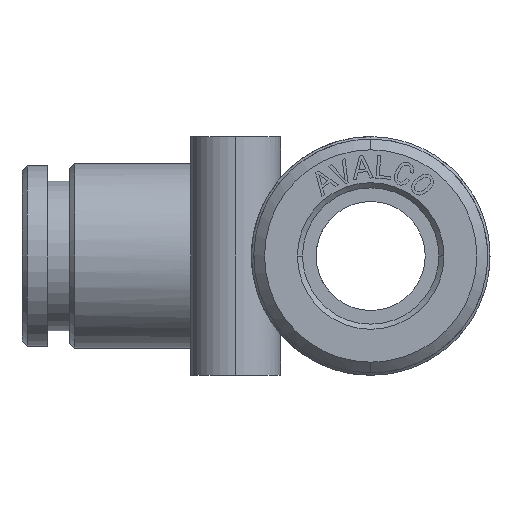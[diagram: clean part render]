
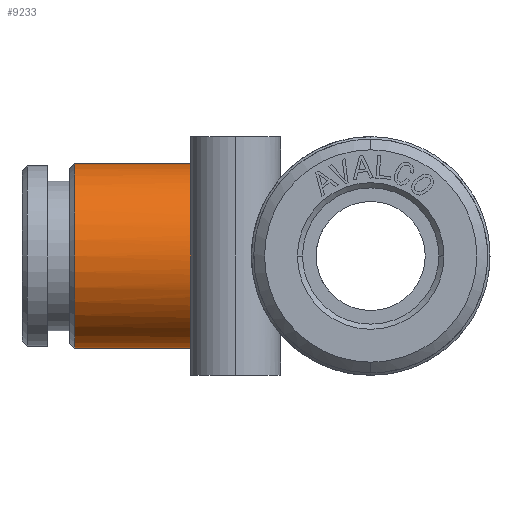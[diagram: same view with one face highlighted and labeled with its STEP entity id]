
A CAD part, left-side view. The second image highlights one B-rep face of the part: STEP entity #9233.
In plain terms, the highlighted cylindrical face has radius 5.41 mm (diameter 10.82 mm), a partial arc.
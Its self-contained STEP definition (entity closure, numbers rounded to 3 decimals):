
#1911=CARTESIAN_POINT('Vertex',(-13.,7.33,5.41)) ;
#1914=CARTESIAN_POINT('Axis2P3D Location',(-13.,7.33,0.)) ;
#1918=CARTESIAN_POINT('Vertex',(-16.18,7.33,4.377)) ;
#1921=CARTESIAN_POINT('Axis2P3D Location',(-13.,7.33,0.)) ;
#1925=CARTESIAN_POINT('Vertex',(-17.927,7.33,2.235)) ;
#2782=CARTESIAN_POINT('Control Point',(-18.2,9.216,-1.492)) ;
#2783=CARTESIAN_POINT('Control Point',(-18.306,9.404,-1.123)) ;
#2784=CARTESIAN_POINT('Control Point',(-18.389,9.507,-0.71)) ;
#2785=CARTESIAN_POINT('Control Point',(-18.428,9.553,-0.288)) ;
#2786=CARTESIAN_POINT('Control Point',(-18.423,9.553,0.347)) ;
#2787=CARTESIAN_POINT('Control Point',(-18.33,9.425,0.957)) ;
#2788=CARTESIAN_POINT('Control Point',(-18.291,9.369,1.153)) ;
#2789=CARTESIAN_POINT('Control Point',(-18.205,9.235,1.498)) ;
#2790=CARTESIAN_POINT('Control Point',(-18.103,9.033,1.806)) ;
#2791=CARTESIAN_POINT('Control Point',(-18.054,8.926,1.936)) ;
#2792=CARTESIAN_POINT('Control Point',(-17.97,8.704,2.142)) ;
#2793=CARTESIAN_POINT('Control Point',(-17.905,8.427,2.285)) ;
#2794=CARTESIAN_POINT('Control Point',(-17.881,8.296,2.333)) ;
#2795=CARTESIAN_POINT('Control Point',(-17.852,8.017,2.393)) ;
#2796=CARTESIAN_POINT('Control Point',(-17.861,7.73,2.375)) ;
#2797=CARTESIAN_POINT('Control Point',(-17.876,7.588,2.345)) ;
#2798=CARTESIAN_POINT('Control Point',(-17.898,7.454,2.298)) ;
#2799=CARTESIAN_POINT('Control Point',(-17.927,7.33,2.235)) ;
#2800=CARTESIAN_POINT('Vertex',(-18.2,9.216,-1.492)) ;
#2804=CARTESIAN_POINT('Control Point',(-17.927,7.33,-2.235)) ;
#2805=CARTESIAN_POINT('Control Point',(-17.889,7.494,-2.318)) ;
#2806=CARTESIAN_POINT('Control Point',(-17.861,7.675,-2.375)) ;
#2807=CARTESIAN_POINT('Control Point',(-17.85,7.871,-2.398)) ;
#2808=CARTESIAN_POINT('Control Point',(-17.869,8.35,-2.36)) ;
#2809=CARTESIAN_POINT('Control Point',(-17.979,8.759,-2.125)) ;
#2810=CARTESIAN_POINT('Control Point',(-18.059,8.949,-1.936)) ;
#2811=CARTESIAN_POINT('Control Point',(-18.134,9.099,-1.722)) ;
#2812=CARTESIAN_POINT('Control Point',(-18.2,9.216,-1.492)) ;
#2813=CARTESIAN_POINT('Vertex',(-17.927,7.33,-2.235)) ;
#7655=CARTESIAN_POINT('Axis2P3D Location',(-13.,7.33,0.)) ;
#7659=CARTESIAN_POINT('Vertex',(-13.,7.33,-5.41)) ;
#9187=CARTESIAN_POINT('Line Origine',(-13.,12.495,5.41)) ;
#9191=CARTESIAN_POINT('Vertex',(-13.,17.366,5.41)) ;
#9206=CARTESIAN_POINT('Axis2P3D Location',(-13.,8.029,0.)) ;
#9211=CARTESIAN_POINT('Line Origine',(-13.,12.495,-5.41)) ;
#9215=CARTESIAN_POINT('Vertex',(-13.,17.366,-5.41)) ;
#9218=CARTESIAN_POINT('Axis2P3D Location',(-13.,17.366,0.)) ;
#1915=DIRECTION('Axis2P3D Direction',(0.,1.,0.)) ;
#1922=DIRECTION('Axis2P3D Direction',(0.,1.,0.)) ;
#7656=DIRECTION('Axis2P3D Direction',(0.,1.,0.)) ;
#9188=DIRECTION('Vector Direction',(0.,1.,0.)) ;
#9207=DIRECTION('Axis2P3D Direction',(0.,1.,0.)) ;
#9208=DIRECTION('Axis2P3D XDirection',(0.951,0.,-0.309)) ;
#9212=DIRECTION('Vector Direction',(0.,1.,0.)) ;
#9219=DIRECTION('Axis2P3D Direction',(0.,1.,0.)) ;
#1916=AXIS2_PLACEMENT_3D('Circle Axis2P3D',#1914,#1915,$) ;
#1923=AXIS2_PLACEMENT_3D('Circle Axis2P3D',#1921,#1922,$) ;
#7657=AXIS2_PLACEMENT_3D('Circle Axis2P3D',#7655,#7656,$) ;
#9209=AXIS2_PLACEMENT_3D('Cylinder Axis2P3D',#9206,#9207,#9208) ;
#9220=AXIS2_PLACEMENT_3D('Circle Axis2P3D',#9218,#9219,$) ;
#9224=ORIENTED_EDGE('',*,*,#9217,.T.) ;
#9225=ORIENTED_EDGE('',*,*,#7661,.T.) ;
#9226=ORIENTED_EDGE('',*,*,#2815,.T.) ;
#9227=ORIENTED_EDGE('',*,*,#2802,.T.) ;
#9228=ORIENTED_EDGE('',*,*,#1927,.F.) ;
#9229=ORIENTED_EDGE('',*,*,#1920,.F.) ;
#9230=ORIENTED_EDGE('',*,*,#9193,.T.) ;
#9231=ORIENTED_EDGE('',*,*,#9222,.F.) ;
#9189=VECTOR('Line Direction',#9188,1.) ;
#9213=VECTOR('Line Direction',#9212,1.) ;
#9233=ADVANCED_FACE('Corps principal',(#9232),#9210,.T.) ;
#2781=B_SPLINE_CURVE_WITH_KNOTS('',5,(#2782,#2783,#2784,#2785,#2786,#2787,#2788,#2789,#2790,#2791,#2792,#2793,#2794,#2795,#2796,#2797,#2798,#2799),.UNSPECIFIED.,.F.,.U.,(6,3,3,3,3,6),(11.18,14.362,15.91,17.187,18.181,19.198),.UNSPECIFIED.) ;
#2803=B_SPLINE_CURVE_WITH_KNOTS('',5,(#2804,#2805,#2806,#2807,#2808,#2809,#2810,#2811,#2812),.UNSPECIFIED.,.F.,.U.,(6,3,6),(7.844,9.19,11.18),.UNSPECIFIED.) ;
#1917=CIRCLE('generated circle',#1916,5.41) ;
#1924=CIRCLE('generated circle',#1923,5.41) ;
#7658=CIRCLE('generated circle',#7657,5.41) ;
#9221=CIRCLE('generated circle',#9220,5.41) ;
#9210=CYLINDRICAL_SURFACE('generated cylinder',#9209,5.41) ;
#1920=EDGE_CURVE('',#1912,#1919,#1917,.F.) ;
#1927=EDGE_CURVE('',#1919,#1926,#1924,.F.) ;
#2802=EDGE_CURVE('',#2801,#1926,#2781,.T.) ;
#2815=EDGE_CURVE('',#2814,#2801,#2803,.T.) ;
#7661=EDGE_CURVE('',#7660,#2814,#7658,.T.) ;
#9193=EDGE_CURVE('',#1912,#9192,#9190,.T.) ;
#9217=EDGE_CURVE('',#9216,#7660,#9214,.F.) ;
#9222=EDGE_CURVE('',#9216,#9192,#9221,.T.) ;
#9223=EDGE_LOOP('',(#9224,#9225,#9226,#9227,#9228,#9229,#9230,#9231)) ;
#9232=FACE_OUTER_BOUND('',#9223,.T.) ;
#9190=LINE('Line',#9187,#9189) ;
#9214=LINE('Line',#9211,#9213) ;
#1912=VERTEX_POINT('',#1911) ;
#1919=VERTEX_POINT('',#1918) ;
#1926=VERTEX_POINT('',#1925) ;
#2801=VERTEX_POINT('',#2800) ;
#2814=VERTEX_POINT('',#2813) ;
#7660=VERTEX_POINT('',#7659) ;
#9192=VERTEX_POINT('',#9191) ;
#9216=VERTEX_POINT('',#9215) ;
